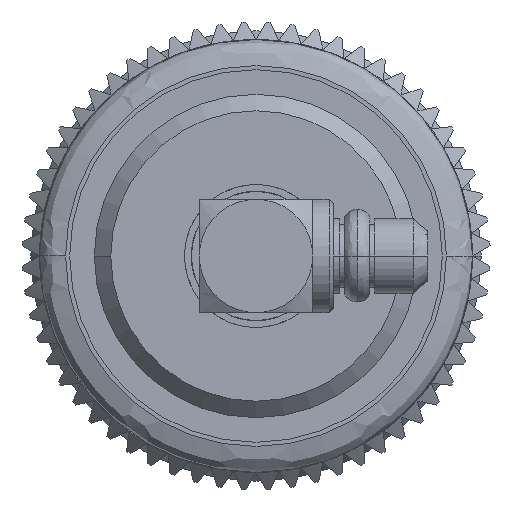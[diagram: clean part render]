
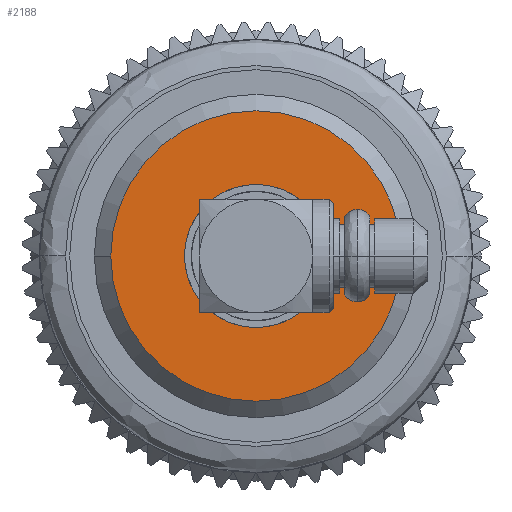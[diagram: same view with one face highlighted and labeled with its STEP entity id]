
A CAD part, left-side view. The second image highlights one B-rep face of the part: STEP entity #2188.
In plain terms, the highlighted face is planar.
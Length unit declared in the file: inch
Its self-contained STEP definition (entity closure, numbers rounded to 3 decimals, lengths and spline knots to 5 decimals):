
#207 = AXIS2_PLACEMENT_3D ( 'NONE', #4349, #8280, #11025 ) ;
#526 = AXIS2_PLACEMENT_3D ( 'NONE', #4479, #11256, #8420 ) ;
#976 = CARTESIAN_POINT ( 'NONE',  ( 0.95378, 0., 0. ) ) ;
#1335 = CARTESIAN_POINT ( 'NONE',  ( 0.95378, 0., -0.17667 ) ) ;
#1557 = CIRCLE ( 'NONE', #2376, 0.17667 ) ;
#1827 = FACE_BOUND ( 'NONE', #7224, .T. ) ;
#1935 = EDGE_CURVE ( 'NONE', #5711, #8750, #7086, .T. ) ;
#2188 = ADVANCED_FACE ( 'NONE', ( #1827, #12276 ), #10997, .F. ) ;
#2376 = AXIS2_PLACEMENT_3D ( 'NONE', #5426, #14843, #3099 ) ;
#3099 = DIRECTION ( 'NONE',  ( 0., 0., 1. ) ) ;
#4090 = EDGE_CURVE ( 'NONE', #8750, #5711, #15590, .T. ) ;
#4349 = CARTESIAN_POINT ( 'NONE',  ( 0.95378, 0., 0. ) ) ;
#4450 = CARTESIAN_POINT ( 'NONE',  ( 0.95378, 0., 0. ) ) ;
#4479 = CARTESIAN_POINT ( 'NONE',  ( 0.95378, -0.28473, -0.30029 ) ) ;
#4552 = EDGE_CURVE ( 'NONE', #13746, #4810, #10882, .T. ) ;
#4810 = VERTEX_POINT ( 'NONE', #1335 ) ;
#5426 = CARTESIAN_POINT ( 'NONE',  ( 0.95378, 0., 0. ) ) ;
#5711 = VERTEX_POINT ( 'NONE', #15380 ) ;
#6718 = ORIENTED_EDGE ( 'NONE', *, *, #4090, .F. ) ;
#7086 = CIRCLE ( 'NONE', #11199, 0.053 ) ;
#7115 = DIRECTION ( 'NONE',  ( 0., 0., 1. ) ) ;
#7224 = EDGE_LOOP ( 'NONE', ( #11907, #6718 ) ) ;
#7460 = EDGE_CURVE ( 'NONE', #4810, #13746, #1557, .T. ) ;
#7883 = CARTESIAN_POINT ( 'NONE',  ( 0.95378, 0., 0.17667 ) ) ;
#8195 = AXIS2_PLACEMENT_3D ( 'NONE', #4450, #15083, #7115 ) ;
#8280 = DIRECTION ( 'NONE',  ( 1., 0., 0. ) ) ;
#8420 = DIRECTION ( 'NONE',  ( 0., 0., 1. ) ) ;
#8600 = DIRECTION ( 'NONE',  ( 0., 0., 1. ) ) ;
#8750 = VERTEX_POINT ( 'NONE', #11552 ) ;
#10882 = CIRCLE ( 'NONE', #207, 0.17667 ) ;
#10997 = PLANE ( 'NONE',  #526 ) ;
#11025 = DIRECTION ( 'NONE',  ( 0., 0., 1. ) ) ;
#11199 = AXIS2_PLACEMENT_3D ( 'NONE', #976, #11348, #8600 ) ;
#11256 = DIRECTION ( 'NONE',  ( -1., 0., 0. ) ) ;
#11348 = DIRECTION ( 'NONE',  ( 1., 0., 0. ) ) ;
#11552 = CARTESIAN_POINT ( 'NONE',  ( 0.95378, 0., -0.053 ) ) ;
#11907 = ORIENTED_EDGE ( 'NONE', *, *, #1935, .F. ) ;
#12276 = FACE_OUTER_BOUND ( 'NONE', #12936, .T. ) ;
#12936 = EDGE_LOOP ( 'NONE', ( #13110, #13348 ) ) ;
#13110 = ORIENTED_EDGE ( 'NONE', *, *, #4552, .T. ) ;
#13348 = ORIENTED_EDGE ( 'NONE', *, *, #7460, .T. ) ;
#13746 = VERTEX_POINT ( 'NONE', #7883 ) ;
#14843 = DIRECTION ( 'NONE',  ( 1., 0., 0. ) ) ;
#15083 = DIRECTION ( 'NONE',  ( 1., 0., 0. ) ) ;
#15380 = CARTESIAN_POINT ( 'NONE',  ( 0.95378, 0., 0.053 ) ) ;
#15590 = CIRCLE ( 'NONE', #8195, 0.053 ) ;
